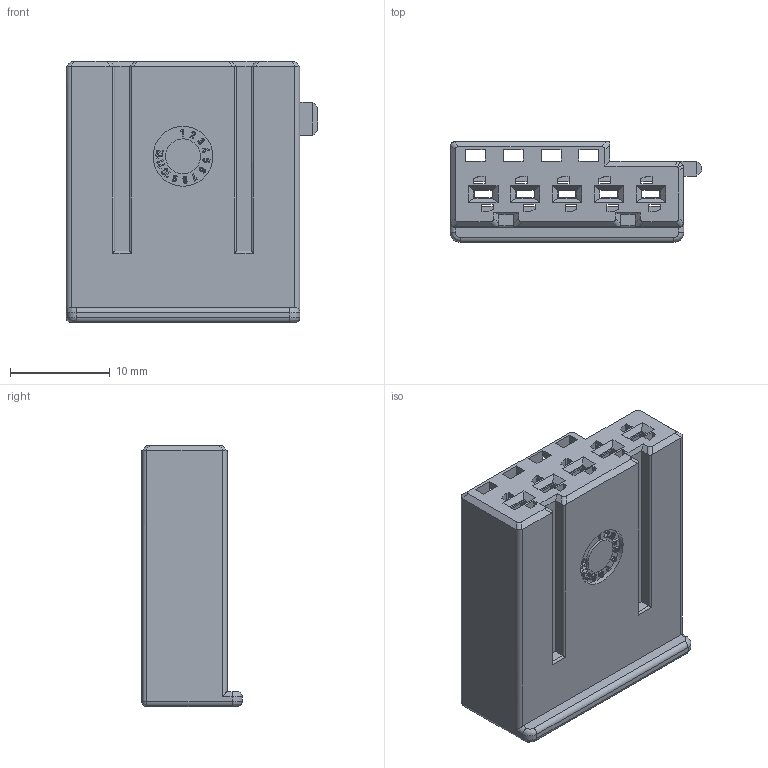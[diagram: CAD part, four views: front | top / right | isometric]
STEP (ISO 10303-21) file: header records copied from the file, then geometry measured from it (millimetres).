
FILE_DESCRIPTION(/* description */ (''),/* implementation_level */ '2;1');
FILE_NAME(/* name */ '15396775_02-CONN.stp',/* time_stamp */ '2023-07-06T14:18:59+08:00',/* author */ (''),/* organization */ (''),/* preprocessor_version */ 'ST-DEVELOPER v16',/* originating_system */ 'SIEMENS PLM Software NX 11.0',/* authorisation */ '');
FILE_SCHEMA (('AUTOMOTIVE_DESIGN { 1 0 10303 214 3 1 1 1 }'));
Length unit declared in the file: millimetre
Products named in the file (1): 15396775_02-CONN
Bounding box: 25.2 x 10.05 x 26.15 mm (x, y, z)
Volume: 2577.9 mm3; surface area: 3820.5 mm2
Topology: 1 solids, 1 shells, 1279 faces, 3533 edges, 2319 vertices
Faces by surface type: plane 884, cylinder 239, extrusion 149, bspline 5, sphere 2
Full cylindrical faces by diameter (mm): 2 x1, 2.25 x1, 3.5 x1, 6 x1
Entity records: 45245 total; most frequent: CARTESIAN_POINT 8462, ORIENTED_EDGE 7046, DIRECTION 6081, EDGE_CURVE 3523, VECTOR 2911, LINE 2762, VERTEX_POINT 2316, AXIS2_PLACEMENT_3D 1585
